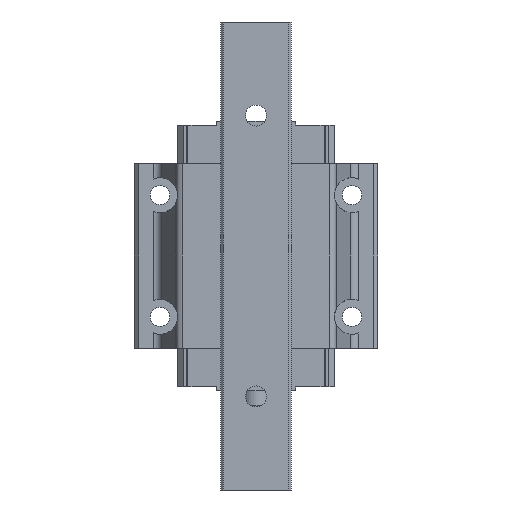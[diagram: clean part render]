
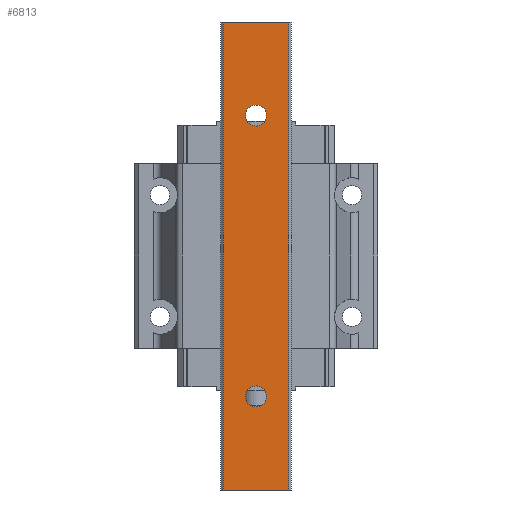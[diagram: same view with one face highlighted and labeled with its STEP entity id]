
A CAD part, front view. The second image highlights one B-rep face of the part: STEP entity #6813.
In plain terms, the highlighted planar face has unit normal (0, -1, 0).
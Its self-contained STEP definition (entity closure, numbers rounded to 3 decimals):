
#76=CIRCLE('',#9451,2.25);
#77=CIRCLE('',#9452,2.25);
#542=ORIENTED_EDGE('',*,*,#2613,.F.);
#543=ORIENTED_EDGE('',*,*,#2614,.F.);
#544=ORIENTED_EDGE('',*,*,#2615,.T.);
#545=ORIENTED_EDGE('',*,*,#2616,.F.);
#546=ORIENTED_EDGE('',*,*,#2617,.F.);
#547=ORIENTED_EDGE('',*,*,#2611,.T.);
#2611=EDGE_CURVE('',#3641,#3640,#4341,.T.);
#2613=EDGE_CURVE('',#3642,#3642,#76,.T.);
#2614=EDGE_CURVE('',#3643,#3643,#77,.T.);
#2615=EDGE_CURVE('',#3640,#3644,#4343,.T.);
#2616=EDGE_CURVE('',#3645,#3644,#4344,.T.);
#2617=EDGE_CURVE('',#3641,#3645,#4345,.T.);
#3640=VERTEX_POINT('',#12204);
#3641=VERTEX_POINT('',#12206);
#3642=VERTEX_POINT('',#12210);
#3643=VERTEX_POINT('',#12212);
#3644=VERTEX_POINT('',#12214);
#3645=VERTEX_POINT('',#12216);
#4341=LINE('',#12205,#5079);
#4343=LINE('',#12213,#5081);
#4344=LINE('',#12215,#5082);
#4345=LINE('',#12217,#5083);
#5079=VECTOR('',#10159,1000.);
#5081=VECTOR('',#10167,1000.);
#5082=VECTOR('',#10168,1000.);
#5083=VECTOR('',#10169,1000.);
#5802=EDGE_LOOP('',(#542));
#5803=EDGE_LOOP('',(#543));
#5804=EDGE_LOOP('',(#544,#545,#546,#547));
#6200=FACE_BOUND('',#5802,.T.);
#6201=FACE_BOUND('',#5803,.T.);
#6202=FACE_BOUND('',#5804,.T.);
#6592=PLANE('',#9450);
#6813=ADVANCED_FACE('',(#6200,#6201,#6202),#6592,.F.);
#9450=AXIS2_PLACEMENT_3D('',#12208,#10161,#10162);
#9451=AXIS2_PLACEMENT_3D('',#12209,#10163,#10164);
#9452=AXIS2_PLACEMENT_3D('',#12211,#10165,#10166);
#10159=DIRECTION('',(0.,0.,-1.));
#10161=DIRECTION('',(0.,1.,0.));
#10162=DIRECTION('',(0.,0.,1.));
#10163=DIRECTION('',(0.,-1.,0.));
#10164=DIRECTION('',(0.,0.,-1.));
#10165=DIRECTION('',(0.,-1.,0.));
#10166=DIRECTION('',(0.,0.,-1.));
#10167=DIRECTION('',(1.,0.,0.));
#10168=DIRECTION('',(0.,0.,-1.));
#10169=DIRECTION('',(1.,0.,0.));
#12204=CARTESIAN_POINT('',(-7.,0.,-50.));
#12205=CARTESIAN_POINT('',(-7.,0.,50.));
#12206=CARTESIAN_POINT('',(-7.,0.,50.));
#12208=CARTESIAN_POINT('',(-7.,0.,50.));
#12209=CARTESIAN_POINT('',(0.,0.,-30.));
#12210=CARTESIAN_POINT('',(0.,0.,-32.25));
#12211=CARTESIAN_POINT('',(0.,0.,30.));
#12212=CARTESIAN_POINT('',(0.,0.,27.75));
#12213=CARTESIAN_POINT('',(-7.,0.,-50.));
#12214=CARTESIAN_POINT('',(7.,0.,-50.));
#12215=CARTESIAN_POINT('',(7.,0.,50.));
#12216=CARTESIAN_POINT('',(7.,0.,50.));
#12217=CARTESIAN_POINT('',(-7.,0.,50.));
